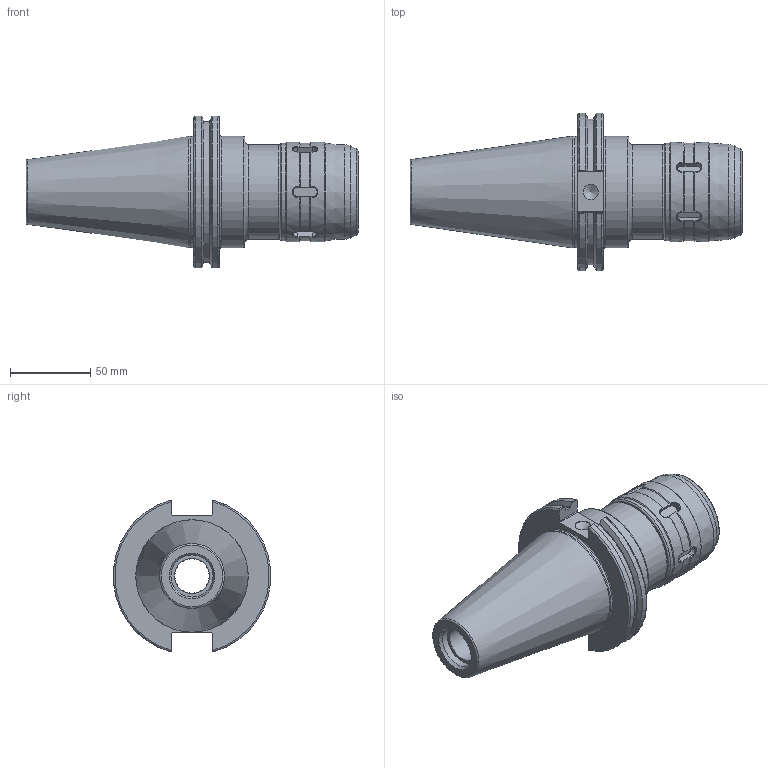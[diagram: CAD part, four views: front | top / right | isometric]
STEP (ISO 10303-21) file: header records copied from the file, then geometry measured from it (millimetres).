
FILE_DESCRIPTION(/* description */ (''),/* implementation_level */ '2;1');
FILE_NAME(/* name */ 'LL014.stp',/* time_stamp */ '2021-03-23T11:13:57+09:00',/* author */ ('eos'),/* organization */ (''),/* preprocessor_version */ 'ST-DEVELOPER v18.1',/* originating_system */ 'Autodesk Inventor 2020',/* authorisation */ '');
FILE_SCHEMA (('AUTOMOTIVE_DESIGN { 1 0 10303 214 3 1 1 }'));
Length unit declared in the file: millimetre
Products named in the file (3): CAT50-C25.4-105; CAT50; C32-CAP
Assembly tree (2 placements, depth 2):
  CAT50-C25.4-105
    CAT50
    C32-CAP
Bounding box: 207.1 x 98.06 x 94.69 mm (x, y, z)
Volume: 519903.2 mm3; surface area: 83229.5 mm2
Topology: 2 solids, 2 shells, 183 faces, 511 edges, 345 vertices
Faces by surface type: plane 82, cylinder 43, cone 31, torus 15, bspline 12
Full cylindrical faces by diameter (mm): 9.525 x1, 21.5 x1, 21.971 x1, 25.4 x1, 26 x1, 26.2 x1, 31.6 x1, 35.2 x1, 44.5 x3, 46.45 x2, 59 x1, 61 x1, 62 x2, 69.25 x1, 69.85 x1
Entity records: 6948 total; most frequent: CARTESIAN_POINT 2219, ORIENTED_EDGE 1020, DIRECTION 945, EDGE_CURVE 510, AXIS2_PLACEMENT_3D 367, VERTEX_POINT 345, LINE 211, VECTOR 211
